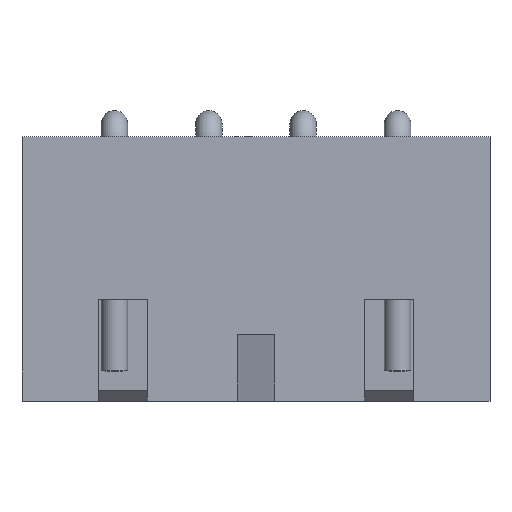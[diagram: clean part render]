
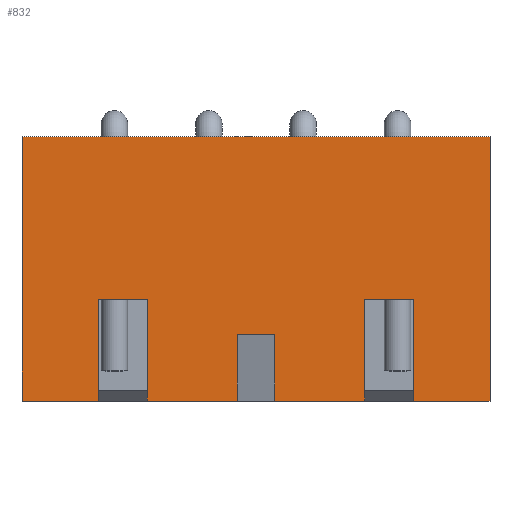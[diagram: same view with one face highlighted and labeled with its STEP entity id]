
A CAD part, top view. The second image highlights one B-rep face of the part: STEP entity #832.
In plain terms, the highlighted planar face has unit normal (0, 0, 1).
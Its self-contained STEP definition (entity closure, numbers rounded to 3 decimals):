
#82=FACE_OUTER_BOUND('',#130,.T.);
#130=EDGE_LOOP('',(#559,#560,#561,#562,#563,#564,#565,#566,#567,#568,#569,
#570,#571,#572,#573,#574));
#178=LINE('',#1269,#258);
#182=LINE('',#1276,#262);
#185=LINE('',#1283,#265);
#187=LINE('',#1287,#267);
#188=LINE('',#1289,#268);
#189=LINE('',#1291,#269);
#190=LINE('',#1293,#270);
#191=LINE('',#1295,#271);
#192=LINE('',#1297,#272);
#193=LINE('',#1299,#273);
#194=LINE('',#1301,#274);
#195=LINE('',#1303,#275);
#196=LINE('',#1305,#276);
#197=LINE('',#1307,#277);
#198=LINE('',#1309,#278);
#199=LINE('',#1310,#279);
#258=VECTOR('',#1000,10.);
#262=VECTOR('',#1006,10.);
#265=VECTOR('',#1011,10.);
#267=VECTOR('',#1015,10.);
#268=VECTOR('',#1016,10.);
#269=VECTOR('',#1017,10.);
#270=VECTOR('',#1018,10.);
#271=VECTOR('',#1019,10.);
#272=VECTOR('',#1020,10.);
#273=VECTOR('',#1021,10.);
#274=VECTOR('',#1022,10.);
#275=VECTOR('',#1023,10.);
#276=VECTOR('',#1024,10.);
#277=VECTOR('',#1025,10.);
#278=VECTOR('',#1026,10.);
#279=VECTOR('',#1027,10.);
#338=VERTEX_POINT('',#1266);
#339=VERTEX_POINT('',#1268);
#341=VERTEX_POINT('',#1274);
#344=VERTEX_POINT('',#1281);
#345=VERTEX_POINT('',#1286);
#346=VERTEX_POINT('',#1288);
#347=VERTEX_POINT('',#1290);
#348=VERTEX_POINT('',#1292);
#349=VERTEX_POINT('',#1294);
#350=VERTEX_POINT('',#1296);
#351=VERTEX_POINT('',#1298);
#352=VERTEX_POINT('',#1300);
#353=VERTEX_POINT('',#1302);
#354=VERTEX_POINT('',#1304);
#355=VERTEX_POINT('',#1306);
#356=VERTEX_POINT('',#1308);
#424=EDGE_CURVE('',#339,#338,#178,.T.);
#428=EDGE_CURVE('',#338,#341,#182,.T.);
#431=EDGE_CURVE('',#341,#344,#185,.T.);
#433=EDGE_CURVE('',#344,#345,#187,.T.);
#434=EDGE_CURVE('',#345,#346,#188,.T.);
#435=EDGE_CURVE('',#346,#347,#189,.T.);
#436=EDGE_CURVE('',#347,#348,#190,.T.);
#437=EDGE_CURVE('',#348,#349,#191,.T.);
#438=EDGE_CURVE('',#349,#350,#192,.T.);
#439=EDGE_CURVE('',#350,#351,#193,.T.);
#440=EDGE_CURVE('',#351,#352,#194,.T.);
#441=EDGE_CURVE('',#352,#353,#195,.T.);
#442=EDGE_CURVE('',#353,#354,#196,.T.);
#443=EDGE_CURVE('',#354,#355,#197,.T.);
#444=EDGE_CURVE('',#355,#356,#198,.T.);
#445=EDGE_CURVE('',#356,#339,#199,.T.);
#559=ORIENTED_EDGE('',*,*,#424,.T.);
#560=ORIENTED_EDGE('',*,*,#428,.T.);
#561=ORIENTED_EDGE('',*,*,#431,.T.);
#562=ORIENTED_EDGE('',*,*,#433,.T.);
#563=ORIENTED_EDGE('',*,*,#434,.T.);
#564=ORIENTED_EDGE('',*,*,#435,.T.);
#565=ORIENTED_EDGE('',*,*,#436,.T.);
#566=ORIENTED_EDGE('',*,*,#437,.T.);
#567=ORIENTED_EDGE('',*,*,#438,.T.);
#568=ORIENTED_EDGE('',*,*,#439,.T.);
#569=ORIENTED_EDGE('',*,*,#440,.T.);
#570=ORIENTED_EDGE('',*,*,#441,.T.);
#571=ORIENTED_EDGE('',*,*,#442,.T.);
#572=ORIENTED_EDGE('',*,*,#443,.T.);
#573=ORIENTED_EDGE('',*,*,#444,.T.);
#574=ORIENTED_EDGE('',*,*,#445,.T.);
#796=PLANE('',#904);
#832=ADVANCED_FACE('',(#82),#796,.T.);
#904=AXIS2_PLACEMENT_3D('',#1285,#1013,#1014);
#1000=DIRECTION('',(0.,1.,0.));
#1006=DIRECTION('',(1.,0.,0.));
#1011=DIRECTION('',(0.,-1.,0.));
#1013=DIRECTION('center_axis',(0.,0.,1.));
#1014=DIRECTION('ref_axis',(1.,0.,0.));
#1015=DIRECTION('',(1.,0.,0.));
#1016=DIRECTION('',(0.,1.,0.));
#1017=DIRECTION('',(1.,0.,0.));
#1018=DIRECTION('',(0.,-1.,0.));
#1019=DIRECTION('',(1.,0.,0.));
#1020=DIRECTION('',(0.,1.,0.));
#1021=DIRECTION('',(1.,0.,0.));
#1022=DIRECTION('',(0.,-1.,0.));
#1023=DIRECTION('',(1.,0.,0.));
#1024=DIRECTION('',(0.,1.,0.));
#1025=DIRECTION('',(-1.,0.,0.));
#1026=DIRECTION('',(0.,-1.,0.));
#1027=DIRECTION('',(1.,0.,0.));
#1266=CARTESIAN_POINT('',(-7.933,-4.65,5.8));
#1268=CARTESIAN_POINT('',(-7.933,-7.35,5.8));
#1269=CARTESIAN_POINT('',(-7.933,-4.25,5.8));
#1274=CARTESIAN_POINT('',(-6.633,-4.65,5.8));
#1276=CARTESIAN_POINT('',(-5.192,-4.65,5.8));
#1281=CARTESIAN_POINT('',(-6.633,-7.35,5.8));
#1283=CARTESIAN_POINT('',(-6.633,-5.6,5.8));
#1285=CARTESIAN_POINT('Origin',(-3.75,-3.85,5.8));
#1286=CARTESIAN_POINT('',(-4.25,-7.35,5.8));
#1287=CARTESIAN_POINT('',(-9.95,-7.35,5.8));
#1288=CARTESIAN_POINT('',(-4.25,-5.6,5.8));
#1289=CARTESIAN_POINT('',(-4.25,-4.725,5.8));
#1290=CARTESIAN_POINT('',(-3.25,-5.6,5.8));
#1291=CARTESIAN_POINT('',(-3.5,-5.6,5.8));
#1292=CARTESIAN_POINT('',(-3.25,-7.35,5.8));
#1293=CARTESIAN_POINT('',(-3.25,-5.6,5.8));
#1294=CARTESIAN_POINT('',(-0.867,-7.35,5.8));
#1295=CARTESIAN_POINT('',(-9.95,-7.35,5.8));
#1296=CARTESIAN_POINT('',(-0.867,-4.65,5.8));
#1297=CARTESIAN_POINT('',(-0.867,-5.6,5.8));
#1298=CARTESIAN_POINT('',(0.433,-4.65,5.8));
#1299=CARTESIAN_POINT('',(-2.308,-4.65,5.8));
#1300=CARTESIAN_POINT('',(0.433,-7.35,5.8));
#1301=CARTESIAN_POINT('',(0.433,-4.25,5.8));
#1302=CARTESIAN_POINT('',(2.45,-7.35,5.8));
#1303=CARTESIAN_POINT('',(-9.95,-7.35,5.8));
#1304=CARTESIAN_POINT('',(2.45,-0.35,5.8));
#1305=CARTESIAN_POINT('',(2.45,-7.35,5.8));
#1306=CARTESIAN_POINT('',(-9.95,-0.35,5.8));
#1307=CARTESIAN_POINT('',(2.45,-0.35,5.8));
#1308=CARTESIAN_POINT('',(-9.95,-7.35,5.8));
#1309=CARTESIAN_POINT('',(-9.95,-0.35,5.8));
#1310=CARTESIAN_POINT('',(-9.95,-7.35,5.8));
